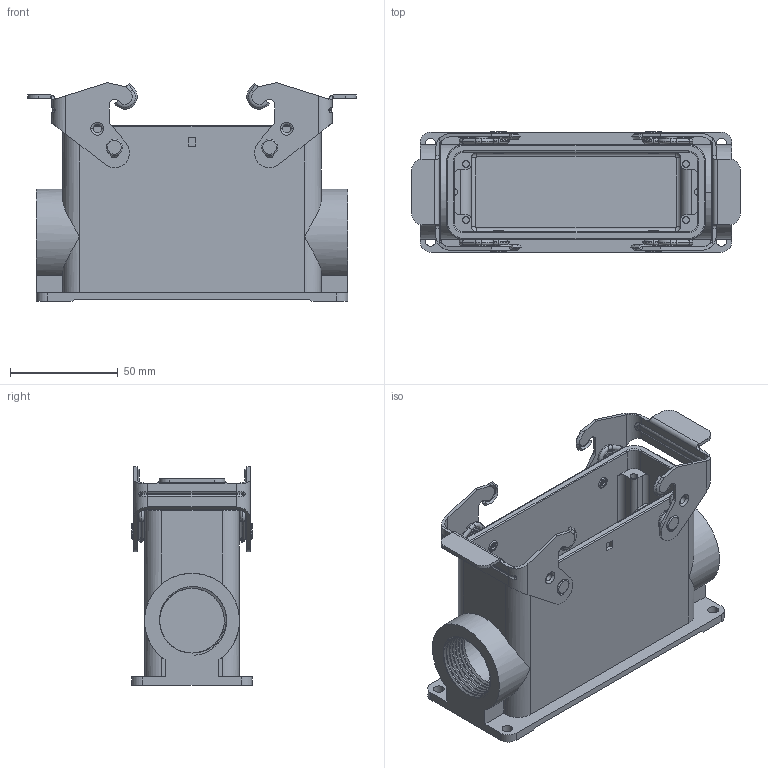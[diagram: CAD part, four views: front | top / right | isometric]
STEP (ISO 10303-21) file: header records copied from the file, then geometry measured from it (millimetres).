
FILE_DESCRIPTION (( 'STEP AP214' ), '1' );
FILE_NAME ('FH24BB01-SXXXXGY0-REF.STEP', '2025-11-26T08:15:42', ( '' ), ( '' ), 'SwSTEP 2.0', 'SolidWorks 2021', '' );
FILE_SCHEMA (( 'AUTOMOTIVE_DESIGN' ));
Length unit declared in the file: millimetre
Products named in the file (1): FH24BB01-SXXXXGY0-REF
Bounding box: 152.49 x 56 x 101.5 mm (x, y, z)
Volume: 159967.5 mm3; surface area: 84458.8 mm2
Topology: 1 solids, 1 shells, 912 faces, 2343 edges, 1498 vertices
Faces by surface type: plane 462, cylinder 226, torus 128, bspline 76, cone 20
Entity records: 34565 total; most frequent: CARTESIAN_POINT 12368, ORIENTED_EDGE 4686, DIRECTION 4554, EDGE_CURVE 2343, AXIS2_PLACEMENT_3D 1592, VERTEX_POINT 1498, VECTOR 1370, LINE 1370
